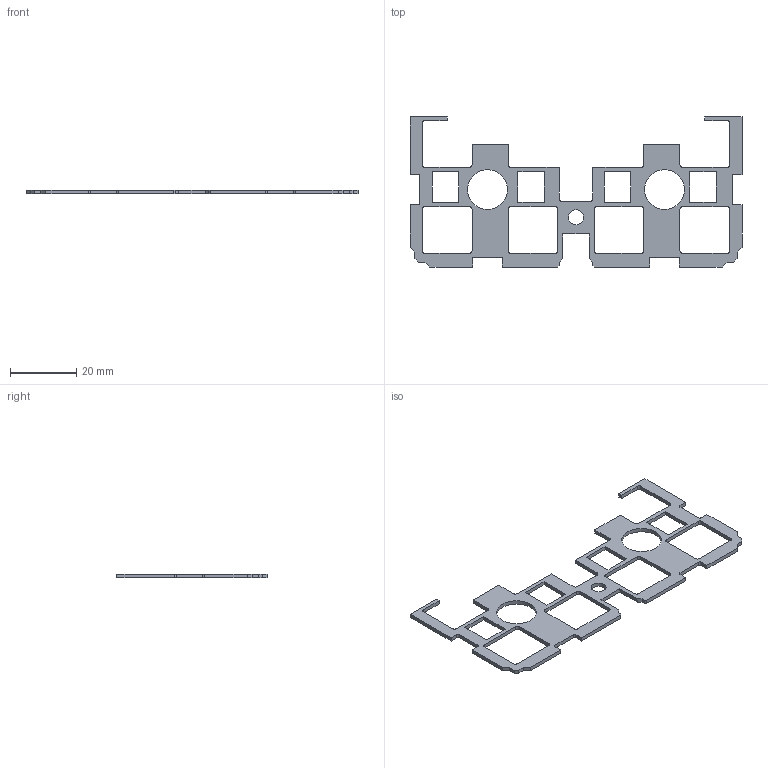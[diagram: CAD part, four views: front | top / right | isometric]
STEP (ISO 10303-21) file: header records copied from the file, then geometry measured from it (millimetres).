
FILE_DESCRIPTION(('KiCad electronic assembly'),'2;1');
FILE_NAME('PCBA-VSNX-BTNGROUP-3D.step','2024-12-26T16:21:09',('Pcbnew'), ('Kicad'),'Open CASCADE STEP processor 7.6','KiCad to STEP converter', 'Unknown');
FILE_SCHEMA(('AUTOMOTIVE_DESIGN { 1 0 10303 214 1 1 1 1 }'));
Length unit declared in the file: millimetre
Products named in the file (2): PCBA-VSNX-BTNGROUP-3D 1; kibot_9hrbfuj9_PCB
Assembly tree (1 placements, depth 2):
  PCBA-VSNX-BTNGROUP-3D 1
    kibot_9hrbfuj9_PCB
Bounding box: 100 x 45.25 x 1.2 mm (x, y, z)
Volume: 1906.9 mm3; surface area: 4241.7 mm2
Topology: 1 solids, 1 shells, 131 faces, 387 edges, 258 vertices
Faces by surface type: plane 94, cylinder 37
Full cylindrical faces by diameter (mm): 4.5 x1, 12 x2
Entity records: 4436 total; most frequent: CARTESIAN_POINT 778, ORIENTED_EDGE 774, DIRECTION 727, EDGE_CURVE 387, LINE 313, VECTOR 313, VERTEX_POINT 258, AXIS2_PLACEMENT_3D 207
